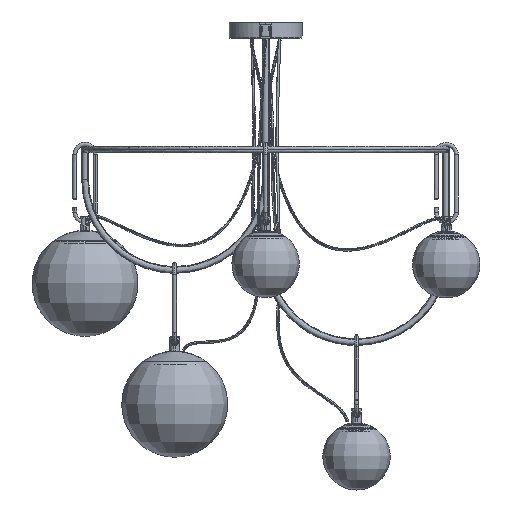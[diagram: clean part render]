
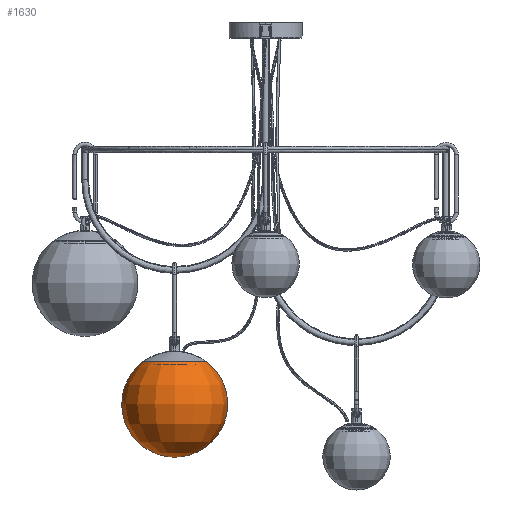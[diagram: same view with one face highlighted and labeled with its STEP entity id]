
A CAD part, front view. The second image highlights one B-rep face of the part: STEP entity #1630.
In plain terms, the highlighted free-form (B-spline) face has degree [2, 2] with [5, 5] control points.
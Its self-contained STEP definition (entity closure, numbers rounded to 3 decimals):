
#1630=ADVANCED_FACE('',(#3523),#31952,.T.);
#3523=FACE_OUTER_BOUND('',#5547,.T.);
#5547=EDGE_LOOP('',(#10962,#10963,#10964,#10965));
#10962=ORIENTED_EDGE('',*,*,#19225,.T.);
#10963=ORIENTED_EDGE('',*,*,#19230,.F.);
#10964=ORIENTED_EDGE('',*,*,#19253,.F.);
#10965=ORIENTED_EDGE('',*,*,#19252,.F.);
#19225=EDGE_CURVE('',#28903,#28905,#26153,.T.);
#19230=EDGE_CURVE('',#28917,#28905,#26158,.T.);
#19252=EDGE_CURVE('',#28903,#28923,#26179,.T.);
#19253=EDGE_CURVE('',#28923,#28917,#26180,.T.);
#26153=(
BOUNDED_CURVE()
B_SPLINE_CURVE(2,(#61798,#61799,#61800,#61801,#61802),.UNSPECIFIED.,.F.,
 .F.)
B_SPLINE_CURVE_WITH_KNOTS((3,2,3),(0.,137.395,274.79),
 .UNSPECIFIED.)
CURVE()
GEOMETRIC_REPRESENTATION_ITEM()
RATIONAL_B_SPLINE_CURVE((1.,0.811,1.,0.811,1.))
REPRESENTATION_ITEM('')
);
#26158=(
BOUNDED_CURVE()
B_SPLINE_CURVE(2,(#61819,#61820,#61821,#61822,#61823),.UNSPECIFIED.,.F.,
 .F.)
B_SPLINE_CURVE_WITH_KNOTS((3,2,3),(-207.345,-116.645,
-25.944),.UNSPECIFIED.)
CURVE()
GEOMETRIC_REPRESENTATION_ITEM()
RATIONAL_B_SPLINE_CURVE((1.,0.773,1.,0.773,1.))
REPRESENTATION_ITEM('')
);
#26179=(
BOUNDED_CURVE()
B_SPLINE_CURVE(2,(#61914,#61915,#61916,#61917,#61918),.UNSPECIFIED.,.F.,
 .F.)
B_SPLINE_CURVE_WITH_KNOTS((3,2,3),(0.,137.395,274.79),
 .UNSPECIFIED.)
CURVE()
GEOMETRIC_REPRESENTATION_ITEM()
RATIONAL_B_SPLINE_CURVE((1.,0.811,1.,0.811,1.))
REPRESENTATION_ITEM('')
);
#26180=(
BOUNDED_CURVE()
B_SPLINE_CURVE(2,(#61919,#61920,#61921),.UNSPECIFIED.,.F.,.F.)
B_SPLINE_CURVE_WITH_KNOTS((3,3),(-233.289,-207.345),
 .UNSPECIFIED.)
CURVE()
GEOMETRIC_REPRESENTATION_ITEM()
RATIONAL_B_SPLINE_CURVE((1.,0.981,1.))
REPRESENTATION_ITEM('')
);
#28903=VERTEX_POINT('',#61768);
#28905=VERTEX_POINT('',#61770);
#28917=VERTEX_POINT('',#61782);
#28923=VERTEX_POINT('',#61788);
#31952=(
BOUNDED_SURFACE()
B_SPLINE_SURFACE(2,2,((#61534,#61535,#61536,#61537,#61538),(#61539,#61540,
#61541,#61542,#61543),(#61544,#61545,#61546,#61547,#61548),(#61549,#61550,
#61551,#61552,#61553),(#61554,#61555,#61556,#61557,#61558)),
 .UNSPECIFIED.,.F.,.F.,.F.)
B_SPLINE_SURFACE_WITH_KNOTS((3,2,3),(3,2,3),(345.575,518.363,
691.15),(0.,172.788,345.575),.UNSPECIFIED.)
GEOMETRIC_REPRESENTATION_ITEM()
RATIONAL_B_SPLINE_SURFACE(((1.,0.707,1.,0.707,1.),
(0.707,0.5,0.707,0.5,0.707),(1.,0.707,
1.,0.707,1.),(0.707,0.5,0.707,0.5,0.707),
(1.,0.707,1.,0.707,1.)))
REPRESENTATION_ITEM('')
SURFACE()
);
#61534=CARTESIAN_POINT('',(-188.837,0.,-907.058));
#61535=CARTESIAN_POINT('',(-298.837,0.,-907.058));
#61536=CARTESIAN_POINT('',(-298.837,0.,-797.058));
#61537=CARTESIAN_POINT('',(-298.837,0.,-687.058));
#61538=CARTESIAN_POINT('',(-188.837,0.,-687.058));
#61539=CARTESIAN_POINT('',(-188.837,0.,-907.058));
#61540=CARTESIAN_POINT('',(-298.837,-110.,-907.058));
#61541=CARTESIAN_POINT('',(-298.837,-110.,-797.058));
#61542=CARTESIAN_POINT('',(-298.837,-110.,-687.058));
#61543=CARTESIAN_POINT('',(-188.837,0.,-687.058));
#61544=CARTESIAN_POINT('',(-188.837,0.,-907.058));
#61545=CARTESIAN_POINT('',(-188.837,-110.,-907.058));
#61546=CARTESIAN_POINT('',(-188.837,-110.,-797.058));
#61547=CARTESIAN_POINT('',(-188.837,-110.,-687.058));
#61548=CARTESIAN_POINT('',(-188.837,0.,-687.058));
#61549=CARTESIAN_POINT('',(-188.837,0.,-907.058));
#61550=CARTESIAN_POINT('',(-78.837,-110.,-907.058));
#61551=CARTESIAN_POINT('',(-78.837,-110.,-797.058));
#61552=CARTESIAN_POINT('',(-78.837,-110.,-687.058));
#61553=CARTESIAN_POINT('',(-188.837,0.,-687.058));
#61554=CARTESIAN_POINT('',(-188.837,0.,-907.058));
#61555=CARTESIAN_POINT('',(-78.837,0.,-907.058));
#61556=CARTESIAN_POINT('',(-78.837,0.,-797.058));
#61557=CARTESIAN_POINT('',(-78.837,0.,-687.058));
#61558=CARTESIAN_POINT('',(-188.837,0.,-687.058));
#61768=CARTESIAN_POINT('',(-188.837,0.,-907.058));
#61770=CARTESIAN_POINT('',(-122.837,0.,-709.058));
#61782=CARTESIAN_POINT('',(-249.803,-25.281,-709.058));
#61788=CARTESIAN_POINT('',(-254.837,0.,-709.058));
#61798=CARTESIAN_POINT('',(-188.837,0.,-907.058));
#61799=CARTESIAN_POINT('',(-109.553,0.,-907.058));
#61800=CARTESIAN_POINT('',(-84.482,0.,-831.843));
#61801=CARTESIAN_POINT('',(-59.41,0.,-756.628));
#61802=CARTESIAN_POINT('',(-122.837,0.,-709.058));
#61819=CARTESIAN_POINT('',(-249.803,-25.281,-709.058));
#61820=CARTESIAN_POINT('',(-229.059,-75.305,-709.058));
#61821=CARTESIAN_POINT('',(-175.948,-64.729,-709.058));
#61822=CARTESIAN_POINT('',(-122.837,-54.154,-709.058));
#61823=CARTESIAN_POINT('',(-122.837,0.,-709.058));
#61914=CARTESIAN_POINT('',(-188.837,0.,-907.058));
#61915=CARTESIAN_POINT('',(-268.12,0.,-907.058));
#61916=CARTESIAN_POINT('',(-293.192,0.,-831.843));
#61917=CARTESIAN_POINT('',(-318.264,0.,-756.628));
#61918=CARTESIAN_POINT('',(-254.837,0.,-709.058));
#61919=CARTESIAN_POINT('',(-254.837,0.,-709.058));
#61920=CARTESIAN_POINT('',(-254.837,-13.142,-709.058));
#61921=CARTESIAN_POINT('',(-249.803,-25.281,-709.058));
